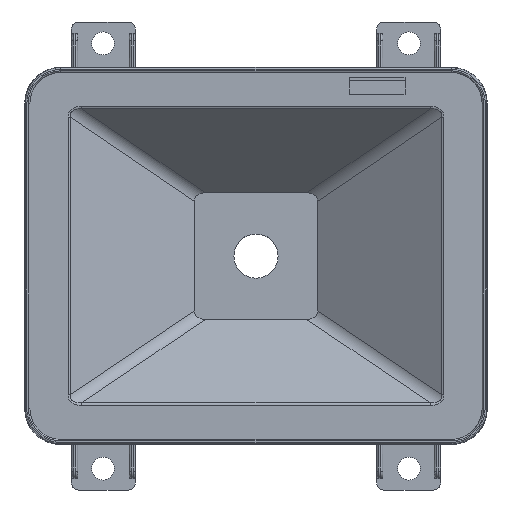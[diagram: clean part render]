
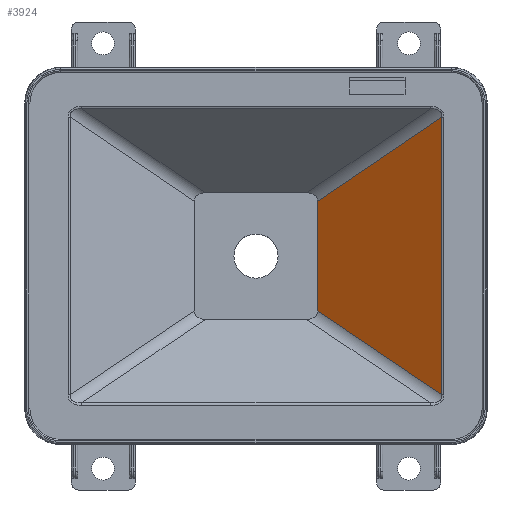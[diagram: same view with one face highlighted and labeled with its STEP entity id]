
A CAD part, top view. The second image highlights one B-rep face of the part: STEP entity #3924.
In plain terms, the highlighted planar face has unit normal (-0.585, 0, 0.811).
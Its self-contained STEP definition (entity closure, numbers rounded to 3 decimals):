
#683=CARTESIAN_POINT('',(8.657,7.679,-11.4));
#690=CARTESIAN_POINT('',(8.657,-7.679,-11.4));
#742=DIRECTION('',(0.,-1.,0.));
#743=VECTOR('',#742,39.014);
#744=CARTESIAN_POINT('',(26.135,19.507,1.206));
#745=LINE('',#744,#743);
#765=CARTESIAN_POINT('',(26.135,-19.507,1.206));
#771=DIRECTION('',(-0.711,0.481,-0.513));
#772=VECTOR('',#771,24.582);
#773=CARTESIAN_POINT('',(26.135,-19.507,1.206));
#774=LINE('',#773,#772);
#775=DIRECTION('',(0.,-1.,0.));
#776=VECTOR('',#775,15.359);
#777=CARTESIAN_POINT('',(8.657,7.679,-11.4));
#778=LINE('',#777,#776);
#788=CARTESIAN_POINT('',(26.135,19.507,1.206));
#790=DIRECTION('',(-0.711,-0.481,-0.513));
#791=VECTOR('',#790,24.582);
#792=CARTESIAN_POINT('',(26.135,19.507,1.206));
#793=LINE('',#792,#791);
#2313=VERTEX_POINT('',#690);
#2331=VERTEX_POINT('',#765);
#2385=VERTEX_POINT('',#683);
#2403=VERTEX_POINT('',#788);
#3912=CARTESIAN_POINT('',(8.657,0.,-11.4));
#3913=DIRECTION('',(-0.585,0.,0.811));
#3914=DIRECTION('',(0.811,0.,0.585));
#3915=AXIS2_PLACEMENT_3D('',#3912,#3913,#3914);
#3916=PLANE('',#3915);
#3917=ORIENTED_EDGE('',*,*,#3840,.T.);
#3918=ORIENTED_EDGE('',*,*,#3907,.T.);
#3919=ORIENTED_EDGE('',*,*,#3729,.F.);
#3921=ORIENTED_EDGE('',*,*,#3920,.F.);
#3922=EDGE_LOOP('',(#3917,#3918,#3919,#3921));
#3923=FACE_OUTER_BOUND('',#3922,.F.);
#3729=EDGE_CURVE('',#2385,#2313,#778,.T.);
#3840=EDGE_CURVE('',#2403,#2331,#745,.T.);
#3907=EDGE_CURVE('',#2331,#2313,#774,.T.);
#3920=EDGE_CURVE('',#2403,#2385,#793,.T.);
#3924=ADVANCED_FACE('',(#3923),#3916,.T.);
